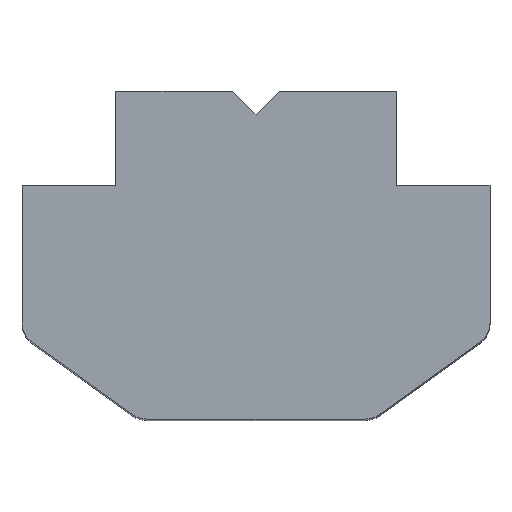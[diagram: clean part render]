
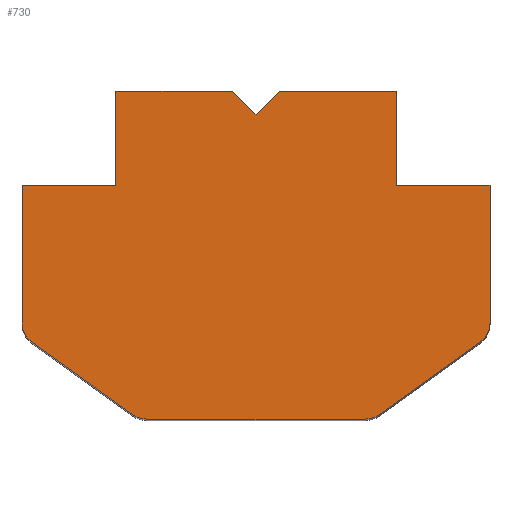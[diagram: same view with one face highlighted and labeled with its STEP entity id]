
A CAD part, top view. The second image highlights one B-rep face of the part: STEP entity #730.
In plain terms, the highlighted planar face has unit normal (0, 0, 1).
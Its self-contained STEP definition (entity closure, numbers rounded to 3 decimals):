
#32 = EDGE_LOOP ( 'NONE', ( #509, #510, #511, #512, #513, #514, #516, #517, #518, #520, #521, #522, #523, #524, #526, #527, #528 ) ) ;
#34 = AXIS2_PLACEMENT_3D ( 'NONE', #276, #256, #258 ) ;
#35 = EDGE_CURVE ( 'NONE', #763, #772, #761, .T. ) ;
#36 = EDGE_CURVE ( 'NONE', #797, #785, #770, .T. ) ;
#48 = AXIS2_PLACEMENT_3D ( 'NONE', #419, #415, #410 ) ;
#49 = AXIS2_PLACEMENT_3D ( 'NONE', #421, #423, #429 ) ;
#53 = EDGE_CURVE ( 'NONE', #470, #478, #775, .T. ) ;
#65 = EDGE_CURVE ( 'NONE', #472, #768, #804, .T. ) ;
#69 = EDGE_CURVE ( 'NONE', #478, #472, #661, .T. ) ;
#74 = EDGE_CURVE ( 'NONE', #474, #470, #658, .T. ) ;
#77 = EDGE_CURVE ( 'NONE', #788, #474, #646, .T. ) ;
#80 = EDGE_CURVE ( 'NONE', #778, #788, #703, .T. ) ;
#83 = EDGE_CURVE ( 'NONE', #763, #778, #640, .T. ) ;
#86 = EDGE_CURVE ( 'NONE', #772, #797, #665, .T. ) ;
#91 = EDGE_CURVE ( 'NONE', #785, #786, #687, .T. ) ;
#93 = EDGE_CURVE ( 'NONE', #809, #792, #688, .T. ) ;
#97 = EDGE_CURVE ( 'NONE', #774, #776, #700, .T. ) ;
#103 = EDGE_CURVE ( 'NONE', #816, #776, #383, .T. ) ;
#105 = EDGE_CURVE ( 'NONE', #768, #816, #334, .T. ) ;
#106 = EDGE_CURVE ( 'NONE', #786, #792, #391, .T. ) ;
#107 = EDGE_CURVE ( 'NONE', #809, #774, #389, .T. ) ;
#148 = AXIS2_PLACEMENT_3D ( 'NONE', #261, #262, #263 ) ;
#150 = AXIS2_PLACEMENT_3D ( 'NONE', #286, #253, #268 ) ;
#156 = DIRECTION ( 'NONE',  ( 0.707, 0.707, 0. ) ) ;
#158 = CARTESIAN_POINT ( 'NONE',  ( -1.5, 1.5, 9. ) ) ;
#174 = CARTESIAN_POINT ( 'NONE',  ( 5., 0., 9. ) ) ;
#177 = CARTESIAN_POINT ( 'NONE',  ( 0., 3.5, 9. ) ) ;
#184 = CARTESIAN_POINT ( 'NONE',  ( -3., 0., 9. ) ) ;
#187 = DIRECTION ( 'NONE',  ( 0., 1., 0. ) ) ;
#198 = CARTESIAN_POINT ( 'NONE',  ( 0., 3.5, 9. ) ) ;
#211 = CARTESIAN_POINT ( 'NONE',  ( -0.5, 3.5, 9. ) ) ;
#214 = CARTESIAN_POINT ( 'NONE',  ( 0., 1.5, 9. ) ) ;
#217 = DIRECTION ( 'NONE',  ( 1., 0., 0. ) ) ;
#223 = DIRECTION ( 'NONE',  ( 0., 1., 0. ) ) ;
#231 = PLANE ( 'NONE',  #150 ) ;
#238 = DIRECTION ( 'NONE',  ( 1., 0., 0. ) ) ;
#242 = CARTESIAN_POINT ( 'NONE',  ( 0., 1.5, 9. ) ) ;
#253 = DIRECTION ( 'NONE',  ( 0., 0., 1. ) ) ;
#256 = DIRECTION ( 'NONE',  ( 0., 0., 1. ) ) ;
#258 = DIRECTION ( 'NONE',  ( 1., 0., 0. ) ) ;
#261 = CARTESIAN_POINT ( 'NONE',  ( 4.5, -1.444, 9. ) ) ;
#262 = DIRECTION ( 'NONE',  ( 0., 0., 1. ) ) ;
#263 = DIRECTION ( 'NONE',  ( 1., 0., 0. ) ) ;
#264 = CARTESIAN_POINT ( 'NONE',  ( 0.5, 3.5, 9. ) ) ;
#268 = DIRECTION ( 'NONE',  ( 1., 0., 0. ) ) ;
#270 = CARTESIAN_POINT ( 'NONE',  ( 3., 0., 9. ) ) ;
#272 = DIRECTION ( 'NONE',  ( 0., -1., 0. ) ) ;
#273 = CARTESIAN_POINT ( 'NONE',  ( 0., 3., 9. ) ) ;
#274 = CARTESIAN_POINT ( 'NONE',  ( -3., 3.5, 9. ) ) ;
#276 = CARTESIAN_POINT ( 'NONE',  ( 2.339, -3., 9. ) ) ;
#282 = DIRECTION ( 'NONE',  ( 1., 0., 0. ) ) ;
#285 = DIRECTION ( 'NONE',  ( 1., 0., 0. ) ) ;
#286 = CARTESIAN_POINT ( 'NONE',  ( 0., 0., 9. ) ) ;
#291 = CARTESIAN_POINT ( 'NONE',  ( -5., 0., 9. ) ) ;
#292 = DIRECTION ( 'NONE',  ( 0., 1., 0. ) ) ;
#297 = CARTESIAN_POINT ( 'NONE',  ( -2.513, -3.491, 9. ) ) ;
#298 = DIRECTION ( 'NONE',  ( 0.812, -0.584, 0. ) ) ;
#310 = CARTESIAN_POINT ( 'NONE',  ( 0., -3.5, 9. ) ) ;
#312 = DIRECTION ( 'NONE',  ( 1., 0., 0. ) ) ;
#315 = CARTESIAN_POINT ( 'NONE',  ( 2.513, -3.491, 9. ) ) ;
#318 = DIRECTION ( 'NONE',  ( -0.812, -0.584, 0. ) ) ;
#327 = VECTOR ( 'NONE', #282, 1000. ) ;
#334 = LINE ( 'NONE', #270, #390 ) ;
#383 = LINE ( 'NONE', #214, #327 ) ;
#386 = FACE_OUTER_BOUND ( 'NONE', #32, .T. ) ;
#389 = CIRCLE ( 'NONE', #148, 0.5 ) ;
#390 = VECTOR ( 'NONE', #272, 1000. ) ;
#391 = CIRCLE ( 'NONE', #34, 0.5 ) ;
#410 = DIRECTION ( 'NONE',  ( 1., 0., 0. ) ) ;
#411 = DIRECTION ( 'NONE',  ( 0.707, -0.707, 0. ) ) ;
#415 = DIRECTION ( 'NONE',  ( 0., 0., 1. ) ) ;
#419 = CARTESIAN_POINT ( 'NONE',  ( -2.339, -3., 9. ) ) ;
#421 = CARTESIAN_POINT ( 'NONE',  ( -4.5, -1.444, 9. ) ) ;
#423 = DIRECTION ( 'NONE',  ( 0., 0., 1. ) ) ;
#429 = DIRECTION ( 'NONE',  ( 1., 0., 0. ) ) ;
#430 = CARTESIAN_POINT ( 'NONE',  ( 1.5, 1.5, 9. ) ) ;
#464 = CARTESIAN_POINT ( 'NONE',  ( 5., -1.444, 9. ) ) ;
#470 = VERTEX_POINT ( 'NONE', #211 ) ;
#472 = VERTEX_POINT ( 'NONE', #264 ) ;
#474 = VERTEX_POINT ( 'NONE', #274 ) ;
#478 = VERTEX_POINT ( 'NONE', #273 ) ;
#487 = CARTESIAN_POINT ( 'NONE',  ( 3., 1.5, 9. ) ) ;
#505 = CARTESIAN_POINT ( 'NONE',  ( 4.792, -1.85, 9. ) ) ;
#509 = ORIENTED_EDGE ( 'NONE', *, *, #91, .T. ) ;
#510 = ORIENTED_EDGE ( 'NONE', *, *, #106, .T. ) ;
#511 = ORIENTED_EDGE ( 'NONE', *, *, #93, .F. ) ;
#512 = ORIENTED_EDGE ( 'NONE', *, *, #107, .T. ) ;
#513 = ORIENTED_EDGE ( 'NONE', *, *, #97, .T. ) ;
#514 = ORIENTED_EDGE ( 'NONE', *, *, #103, .F. ) ;
#516 = ORIENTED_EDGE ( 'NONE', *, *, #105, .F. ) ;
#517 = ORIENTED_EDGE ( 'NONE', *, *, #65, .F. ) ;
#518 = ORIENTED_EDGE ( 'NONE', *, *, #69, .F. ) ;
#520 = ORIENTED_EDGE ( 'NONE', *, *, #53, .F. ) ;
#521 = ORIENTED_EDGE ( 'NONE', *, *, #74, .F. ) ;
#522 = ORIENTED_EDGE ( 'NONE', *, *, #77, .F. ) ;
#523 = ORIENTED_EDGE ( 'NONE', *, *, #80, .F. ) ;
#524 = ORIENTED_EDGE ( 'NONE', *, *, #83, .F. ) ;
#526 = ORIENTED_EDGE ( 'NONE', *, *, #35, .T. ) ;
#527 = ORIENTED_EDGE ( 'NONE', *, *, #86, .T. ) ;
#528 = ORIENTED_EDGE ( 'NONE', *, *, #36, .T. ) ;
#544 = CARTESIAN_POINT ( 'NONE',  ( -2.631, -3.406, 9. ) ) ;
#549 = CARTESIAN_POINT ( 'NONE',  ( 2.631, -3.406, 9. ) ) ;
#567 = CARTESIAN_POINT ( 'NONE',  ( -3., 1.5, 9. ) ) ;
#583 = CARTESIAN_POINT ( 'NONE',  ( 2.339, -3.5, 9. ) ) ;
#588 = CARTESIAN_POINT ( 'NONE',  ( -2.339, -3.5, 9. ) ) ;
#613 = CARTESIAN_POINT ( 'NONE',  ( 5., 1.5, 9. ) ) ;
#623 = CARTESIAN_POINT ( 'NONE',  ( 3., 3.5, 9. ) ) ;
#627 = CARTESIAN_POINT ( 'NONE',  ( -5., -1.444, 9. ) ) ;
#630 = CARTESIAN_POINT ( 'NONE',  ( -5., 1.5, 9. ) ) ;
#638 = CARTESIAN_POINT ( 'NONE',  ( -4.792, -1.85, 9. ) ) ;
#640 = LINE ( 'NONE', #291, #647 ) ;
#646 = LINE ( 'NONE', #184, #717 ) ;
#647 = VECTOR ( 'NONE', #292, 1000. ) ;
#657 = VECTOR ( 'NONE', #156, 1000. ) ;
#658 = LINE ( 'NONE', #177, #664 ) ;
#661 = LINE ( 'NONE', #158, #657 ) ;
#664 = VECTOR ( 'NONE', #238, 1000. ) ;
#665 = LINE ( 'NONE', #297, #678 ) ;
#678 = VECTOR ( 'NONE', #298, 1000. ) ;
#684 = VECTOR ( 'NONE', #312, 1000. ) ;
#687 = LINE ( 'NONE', #310, #684 ) ;
#688 = LINE ( 'NONE', #315, #696 ) ;
#690 = VECTOR ( 'NONE', #187, 1000. ) ;
#696 = VECTOR ( 'NONE', #318, 1000. ) ;
#700 = LINE ( 'NONE', #174, #690 ) ;
#703 = LINE ( 'NONE', #242, #708 ) ;
#708 = VECTOR ( 'NONE', #285, 1000. ) ;
#717 = VECTOR ( 'NONE', #223, 1000. ) ;
#730 = ADVANCED_FACE ( 'NONE', ( #386 ), #231, .T. ) ;
#761 = CIRCLE ( 'NONE', #49, 0.5 ) ;
#763 = VERTEX_POINT ( 'NONE', #627 ) ;
#768 = VERTEX_POINT ( 'NONE', #623 ) ;
#770 = CIRCLE ( 'NONE', #48, 0.5 ) ;
#772 = VERTEX_POINT ( 'NONE', #638 ) ;
#774 = VERTEX_POINT ( 'NONE', #464 ) ;
#775 = LINE ( 'NONE', #430, #777 ) ;
#776 = VERTEX_POINT ( 'NONE', #613 ) ;
#777 = VECTOR ( 'NONE', #411, 1000. ) ;
#778 = VERTEX_POINT ( 'NONE', #630 ) ;
#785 = VERTEX_POINT ( 'NONE', #588 ) ;
#786 = VERTEX_POINT ( 'NONE', #583 ) ;
#788 = VERTEX_POINT ( 'NONE', #567 ) ;
#792 = VERTEX_POINT ( 'NONE', #549 ) ;
#797 = VERTEX_POINT ( 'NONE', #544 ) ;
#804 = LINE ( 'NONE', #198, #805 ) ;
#805 = VECTOR ( 'NONE', #217, 1000. ) ;
#809 = VERTEX_POINT ( 'NONE', #505 ) ;
#816 = VERTEX_POINT ( 'NONE', #487 ) ;
